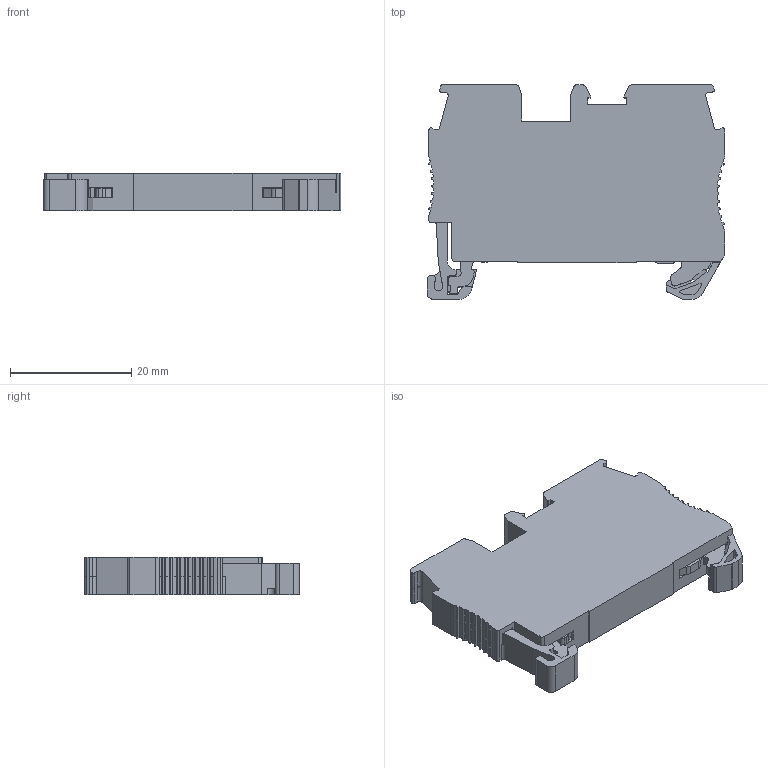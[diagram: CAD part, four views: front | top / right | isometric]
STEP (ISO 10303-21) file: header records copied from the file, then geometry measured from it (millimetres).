
FILE_DESCRIPTION(('STEP AP203'), '1');
FILE_NAME('MTS-2.5PE_3D', '2024-11-21T13:12:16', ('砐錪賧瘔蠈錪 Windows'), (''), 'C3D Converter', 'C3D Toolkit', '');
FILE_SCHEMA(('CONFIG_CONTROL_DESIGN'));
Length unit declared in the file: millimetre
Bounding box: 49.1 x 35.4 x 6.2 mm (x, y, z)
Volume: 4572.6 mm3; surface area: 9374.4 mm2
Topology: 1 solids, 9 shells, 922 faces, 2713 edges, 1784 vertices
Faces by surface type: plane 535, cylinder 313, cone 58, bspline 10, torus 4, extrusion 2
Full cylindrical faces by diameter (mm): 1.1 x2, 1.3 x6, 1.38 x6, 1.517 x1, 1.9 x2, 2 x2, 3.4 x1
Entity records: 41971 total; most frequent: CARTESIAN_POINT 10052, ORIENTED_EDGE 5264, DIRECTION 4985, EDGE_CURVE 2632, VECTOR 1791, LINE 1789, VERTEX_POINT 1761, AXIS2_PLACEMENT_3D 1597
